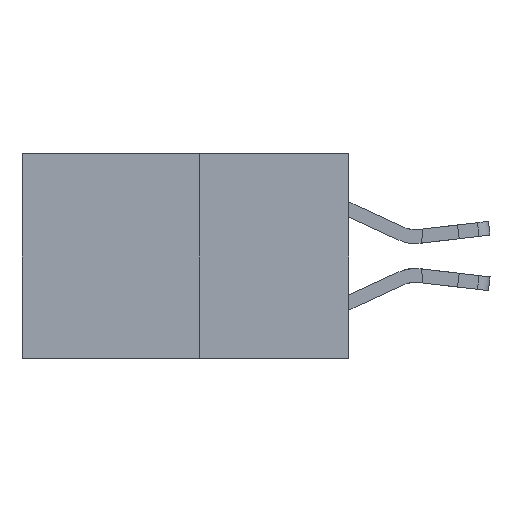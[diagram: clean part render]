
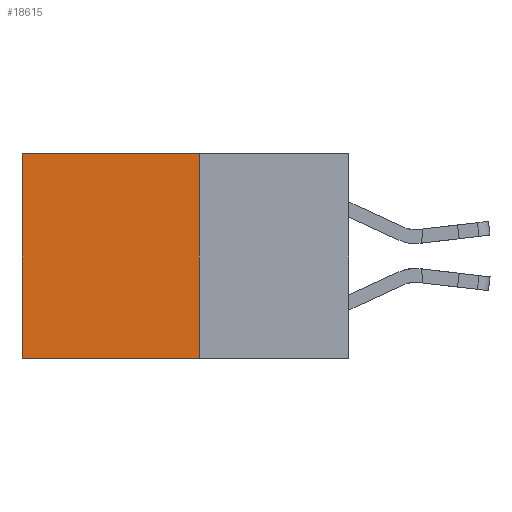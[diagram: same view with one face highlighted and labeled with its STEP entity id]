
A CAD part, left-side view. The second image highlights one B-rep face of the part: STEP entity #18615.
In plain terms, the highlighted planar face has unit normal (-1, 0, 0).
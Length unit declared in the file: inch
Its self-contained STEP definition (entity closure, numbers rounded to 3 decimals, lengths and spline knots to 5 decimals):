
#1244 = ORIENTED_EDGE ( 'NONE', *, *, #9452, .F. ) ;
#2394 = DIRECTION ( 'NONE',  ( 0., 1., 0. ) ) ;
#3005 = FACE_OUTER_BOUND ( 'NONE', #27155, .T. ) ;
#3108 = DIRECTION ( 'NONE',  ( 0., 0., -1. ) ) ;
#3502 = EDGE_CURVE ( 'NONE', #12956, #23062, #24365, .T. ) ;
#4321 = CARTESIAN_POINT ( 'NONE',  ( 0.277, 0.59, 0. ) ) ;
#4342 = DIRECTION ( 'NONE',  ( 0., 1., 0. ) ) ;
#5775 = VECTOR ( 'NONE', #3108, 39.37008 ) ;
#6461 = VERTEX_POINT ( 'NONE', #11555 ) ;
#7277 = DIRECTION ( 'NONE',  ( 0., 0., -1. ) ) ;
#9240 = CARTESIAN_POINT ( 'NONE',  ( 0.277, 0.27, -0.37 ) ) ;
#9452 = EDGE_CURVE ( 'NONE', #12956, #26690, #12965, .T. ) ;
#11394 = VECTOR ( 'NONE', #4342, 39.37008 ) ;
#11555 = CARTESIAN_POINT ( 'NONE',  ( 0.277, 0.59, -0.37 ) ) ;
#12956 = VERTEX_POINT ( 'NONE', #27326 ) ;
#12965 = LINE ( 'NONE', #29807, #5775 ) ;
#15254 = CARTESIAN_POINT ( 'NONE',  ( 0.277, 0.27, 0. ) ) ;
#16855 = CARTESIAN_POINT ( 'NONE',  ( 0.277, 0.27, -0.37 ) ) ;
#16918 = EDGE_CURVE ( 'NONE', #23062, #6461, #18622, .T. ) ;
#17123 = VECTOR ( 'NONE', #2394, 39.37008 ) ;
#17852 = VECTOR ( 'NONE', #20490, 39.37008 ) ;
#18486 = ORIENTED_EDGE ( 'NONE', *, *, #16918, .T. ) ;
#18615 = ADVANCED_FACE ( 'NONE', ( #3005 ), #19325, .F. ) ;
#18622 = LINE ( 'NONE', #22933, #17852 ) ;
#19325 = PLANE ( 'NONE',  #19550 ) ;
#19550 = AXIS2_PLACEMENT_3D ( 'NONE', #16855, #21789, #7277 ) ;
#20490 = DIRECTION ( 'NONE',  ( 0., 0., -1. ) ) ;
#21789 = DIRECTION ( 'NONE',  ( 1., 0., 0. ) ) ;
#22933 = CARTESIAN_POINT ( 'NONE',  ( 0.277, 0.59, -0.37 ) ) ;
#23062 = VERTEX_POINT ( 'NONE', #4321 ) ;
#24365 = LINE ( 'NONE', #15254, #17123 ) ;
#25025 = LINE ( 'NONE', #9240, #11394 ) ;
#25779 = ORIENTED_EDGE ( 'NONE', *, *, #3502, .T. ) ;
#26148 = ORIENTED_EDGE ( 'NONE', *, *, #30805, .F. ) ;
#26690 = VERTEX_POINT ( 'NONE', #27688 ) ;
#27155 = EDGE_LOOP ( 'NONE', ( #18486, #26148, #1244, #25779 ) ) ;
#27326 = CARTESIAN_POINT ( 'NONE',  ( 0.277, 0.27, 0. ) ) ;
#27688 = CARTESIAN_POINT ( 'NONE',  ( 0.277, 0.27, -0.37 ) ) ;
#29807 = CARTESIAN_POINT ( 'NONE',  ( 0.277, 0.27, -0.37 ) ) ;
#30805 = EDGE_CURVE ( 'NONE', #26690, #6461, #25025, .T. ) ;
